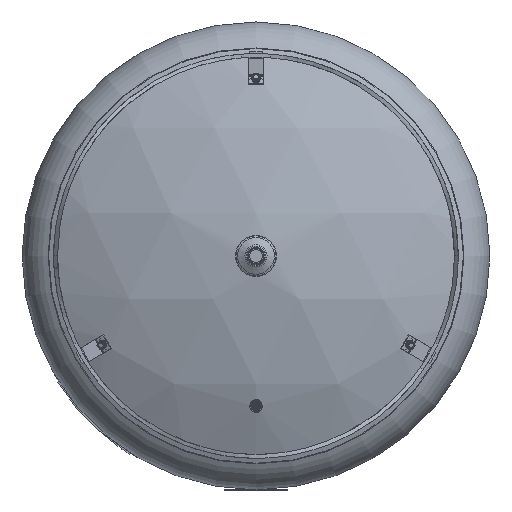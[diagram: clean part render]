
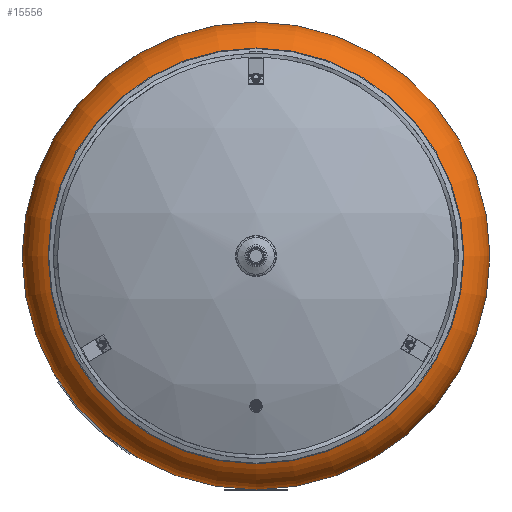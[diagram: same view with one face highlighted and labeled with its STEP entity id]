
A CAD part, front view. The second image highlights one B-rep face of the part: STEP entity #15556.
In plain terms, the highlighted toroidal (fillet/blend) face has major radius 296 mm and minor radius 74 mm.
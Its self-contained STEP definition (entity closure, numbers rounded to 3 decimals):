
#15386=CARTESIAN_POINT('',(328.889,-931.729,0.));
#15387=VERTEX_POINT('',#15386);
#15388=CARTESIAN_POINT('',(0.,-931.729,0.));
#15389=DIRECTION('',(0.0,-1.0,0.0));
#15390=DIRECTION('',(1.0,0.0,0.0));
#15391=AXIS2_PLACEMENT_3D('',#15388,#15389,#15390);
#15392=CIRCLE('',#15391,328.889);
#15393=EDGE_CURVE('',#15387,#15387,#15392,.T.);
#15530=CARTESIAN_POINT('',(370.,-865.439,0.));
#15531=VERTEX_POINT('',#15530);
#15532=CARTESIAN_POINT('',(0.,-865.439,0.));
#15533=DIRECTION('',(0.0,-1.0,0.0));
#15534=DIRECTION('',(1.0,0.0,0.0));
#15535=AXIS2_PLACEMENT_3D('',#15532,#15533,#15534);
#15536=CIRCLE('',#15535,370.0);
#15537=EDGE_CURVE('',#15531,#15531,#15536,.T.);
#15545=CARTESIAN_POINT('',(0.,-865.439,0.));
#15546=DIRECTION('',(0.,-1.0,0.));
#15547=DIRECTION('',(0.0,0.0,1.0));
#15548=AXIS2_PLACEMENT_3D('',#15545,#15546,#15547);
#15549=TOROIDAL_SURFACE('',#15548,296.0,74.0);
#15550=ORIENTED_EDGE('',*,*,#15393,.F.);
#15551=EDGE_LOOP('',(#15550));
#15552=FACE_OUTER_BOUND('',#15551,.T.);
#15553=ORIENTED_EDGE('',*,*,#15537,.T.);
#15554=EDGE_LOOP('',(#15553));
#15555=FACE_BOUND('',#15554,.T.);
#15556=ADVANCED_FACE('',(#15552,#15555),#15549,.T.);
